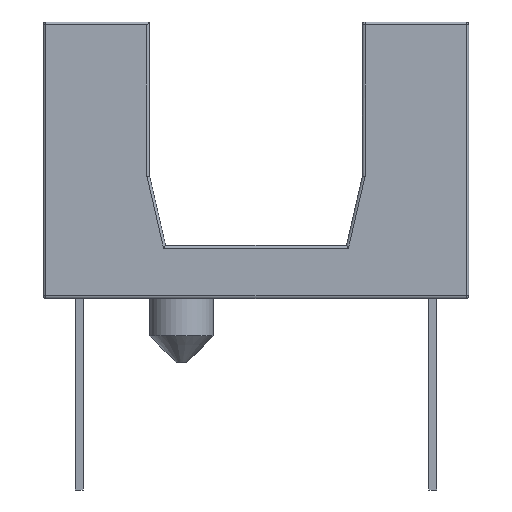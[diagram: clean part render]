
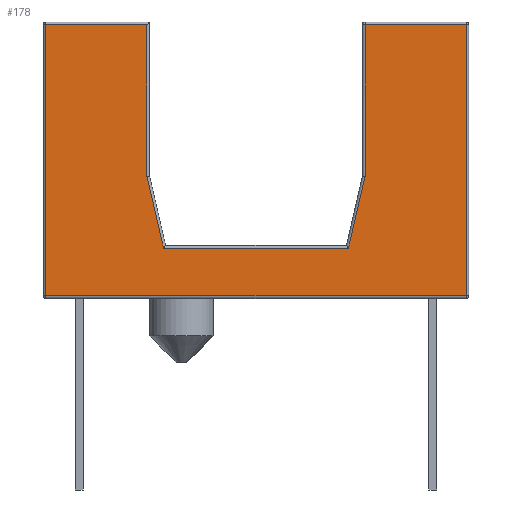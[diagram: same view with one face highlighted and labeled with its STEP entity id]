
A CAD part, front view. The second image highlights one B-rep face of the part: STEP entity #178.
In plain terms, the highlighted planar face has unit normal (0, -1, 0).
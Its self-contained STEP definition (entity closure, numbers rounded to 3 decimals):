
#178=ADVANCED_FACE('NONE',(#353),#354,.F.);
#353=FACE_OUTER_BOUND('',#797,.T.);
#354=PLANE('',#798);
#797=EDGE_LOOP('',(#1400,#1401,#1402,#1403,#1404,#1405,#1406,#1407,#1408,#1409));
#798=AXIS2_PLACEMENT_3D('',#1410,#1411,#1412);
#1400=ORIENTED_EDGE('',*,*,#1739,.F.);
#1401=ORIENTED_EDGE('',*,*,#1738,.F.);
#1402=ORIENTED_EDGE('',*,*,#1736,.F.);
#1403=ORIENTED_EDGE('',*,*,#1734,.F.);
#1404=ORIENTED_EDGE('',*,*,#1732,.F.);
#1405=ORIENTED_EDGE('',*,*,#1730,.F.);
#1406=ORIENTED_EDGE('',*,*,#1728,.F.);
#1407=ORIENTED_EDGE('',*,*,#1727,.F.);
#1408=ORIENTED_EDGE('',*,*,#1752,.F.);
#1409=ORIENTED_EDGE('',*,*,#1747,.F.);
#1410=CARTESIAN_POINT('',(-4.0,-2.1,5.2));
#1411=DIRECTION('',(0.0,1.0,0.0));
#1412=DIRECTION('',(1.0,-0.0,0.0));
#1727=EDGE_CURVE('NONE',#2017,#1962,#2019,.T.);
#1728=EDGE_CURVE('NONE',#1962,#2020,#2021,.T.);
#1730=EDGE_CURVE('NONE',#2020,#2023,#2024,.T.);
#1732=EDGE_CURVE('NONE',#2023,#2026,#2027,.T.);
#1734=EDGE_CURVE('NONE',#2026,#2029,#2030,.T.);
#1736=EDGE_CURVE('NONE',#2029,#2032,#2033,.T.);
#1738=EDGE_CURVE('NONE',#2032,#1974,#2035,.T.);
#1739=EDGE_CURVE('NONE',#1974,#1988,#2036,.T.);
#1747=EDGE_CURVE('NONE',#1988,#2045,#2048,.T.);
#1752=EDGE_CURVE('NONE',#2045,#2017,#2054,.T.);
#1962=VERTEX_POINT('NONE',#2379);
#1974=VERTEX_POINT('NONE',#2398);
#1988=VERTEX_POINT('NONE',#2414);
#2017=VERTEX_POINT('NONE',#2495);
#2019=LINE('',#2497,#2498);
#2020=VERTEX_POINT('NONE',#2499);
#2021=LINE('',#2500,#2501);
#2023=VERTEX_POINT('NONE',#2513);
#2024=LINE('',#2514,#2515);
#2026=VERTEX_POINT('NONE',#2527);
#2027=LINE('',#2528,#2529);
#2029=VERTEX_POINT('NONE',#2541);
#2030=LINE('',#2542,#2543);
#2032=VERTEX_POINT('NONE',#2555);
#2033=LINE('',#2556,#2557);
#2035=LINE('',#2569,#2570);
#2036=LINE('',#2571,#2572);
#2045=VERTEX_POINT('NONE',#2585);
#2048=LINE('',#2589,#2590);
#2054=LINE('',#2598,#2599);
#2379=CARTESIAN_POINT('',(-3.95,-2.1,5.15));
#2398=CARTESIAN_POINT('',(2.05,-2.1,5.15));
#2414=CARTESIAN_POINT('',(3.95,-2.1,5.15));
#2495=CARTESIAN_POINT('',(-3.95,-2.1,0.05));
#2497=CARTESIAN_POINT('',(-3.95,-2.1,5.2));
#2498=VECTOR('',#2899,1000.0);
#2499=CARTESIAN_POINT('',(-2.05,-2.1,5.15));
#2500=CARTESIAN_POINT('',(-4.0,-2.1,5.15));
#2501=VECTOR('',#2900,1000.0);
#2513=CARTESIAN_POINT('',(-2.05,-2.1,2.294));
#2514=CARTESIAN_POINT('',(-2.05,-2.1,5.2));
#2515=VECTOR('',#2901,1000.0);
#2527=CARTESIAN_POINT('',(-1.74,-2.1,0.95));
#2528=CARTESIAN_POINT('',(-2.05,-2.1,2.294));
#2529=VECTOR('',#2902,1000.0);
#2541=CARTESIAN_POINT('',(1.74,-2.1,0.95));
#2542=CARTESIAN_POINT('',(-4.0,-2.1,0.95));
#2543=VECTOR('',#2903,1000.0);
#2555=CARTESIAN_POINT('',(2.05,-2.1,2.294));
#2556=CARTESIAN_POINT('',(1.74,-2.1,0.95));
#2557=VECTOR('',#2904,1000.0);
#2569=CARTESIAN_POINT('',(2.05,-2.1,5.2));
#2570=VECTOR('',#2905,1000.0);
#2571=CARTESIAN_POINT('',(-4.0,-2.1,5.15));
#2572=VECTOR('',#2906,1000.0);
#2585=CARTESIAN_POINT('',(3.95,-2.1,0.05));
#2589=CARTESIAN_POINT('',(3.95,-2.1,5.2));
#2590=VECTOR('',#2918,1000.0);
#2598=CARTESIAN_POINT('',(-4.0,-2.1,0.05));
#2599=VECTOR('',#2927,1000.0);
#2899=DIRECTION('',(0.0,0.0,1.0));
#2900=DIRECTION('',(1.0,-0.0,0.0));
#2901=DIRECTION('',(-0.0,-0.0,-1.0));
#2902=DIRECTION('',(0.225,0.0,-0.974));
#2903=DIRECTION('',(1.0,-0.0,0.0));
#2904=DIRECTION('',(0.225,0.0,0.974));
#2905=DIRECTION('',(0.0,0.0,1.0));
#2906=DIRECTION('',(1.0,-0.0,0.0));
#2918=DIRECTION('',(-0.0,-0.0,-1.0));
#2927=DIRECTION('',(-1.0,-0.0,-0.0));
